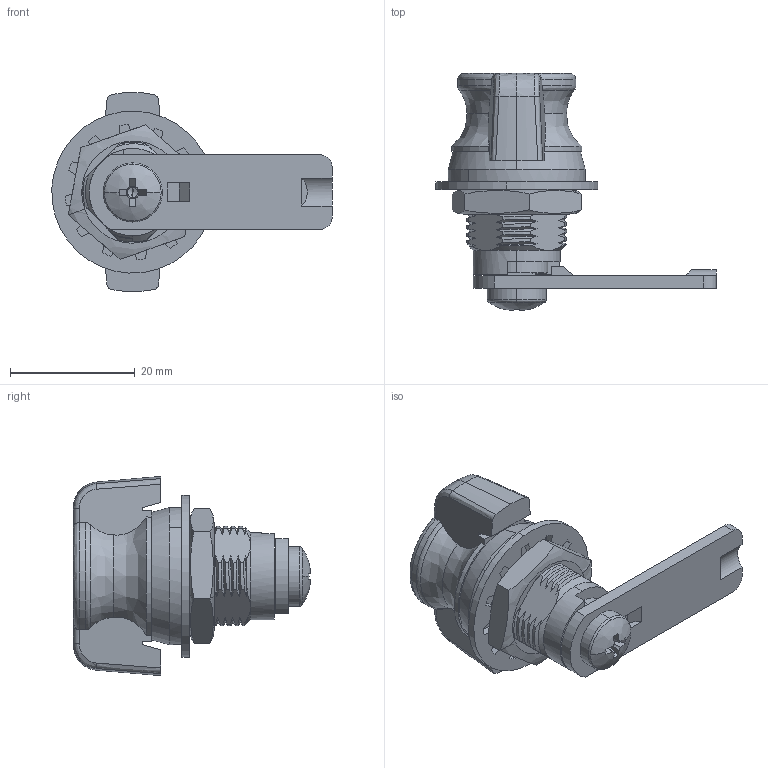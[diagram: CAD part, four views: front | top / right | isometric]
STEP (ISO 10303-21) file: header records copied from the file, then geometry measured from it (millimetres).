
FILE_DESCRIPTION (( 'STEP AP214' ), '1' );
FILE_NAME ('KC-103-2.STEP', '2016-12-07T06:43:53', ( '' ), ( '' ), 'SwSTEP 2.0', 'SolidWorks 2011', '' );
FILE_SCHEMA (( 'AUTOMOTIVE_DESIGN' ));
Length unit declared in the file: millimetre
Products named in the file (1): KC-103-2
Bounding box: 44.99 x 38.03 x 31.96 mm (x, y, z)
Volume: 9099.9 mm3; surface area: 8370.2 mm2
Topology: 2 solids, 4 shells, 396 faces, 1039 edges, 670 vertices
Faces by surface type: plane 138, cylinder 129, bspline 85, cone 44
Entity records: 37099 total; most frequent: CARTESIAN_POINT 23812, ORIENTED_EDGE 2070, DIRECTION 1611, EDGE_CURVE 1035, VERTEX_POINT 670, AXIS2_PLACEMENT_3D 585, LINE 441, VECTOR 441
